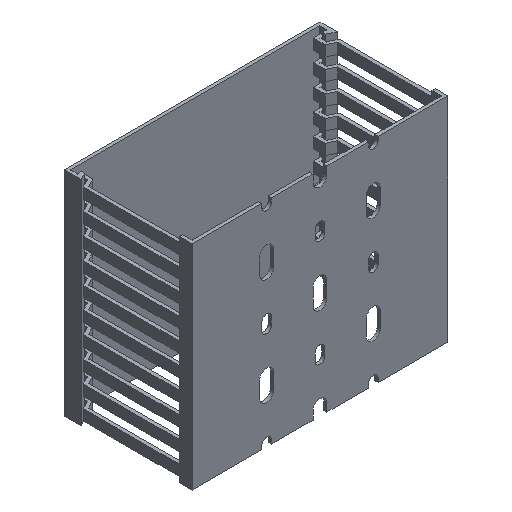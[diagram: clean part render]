
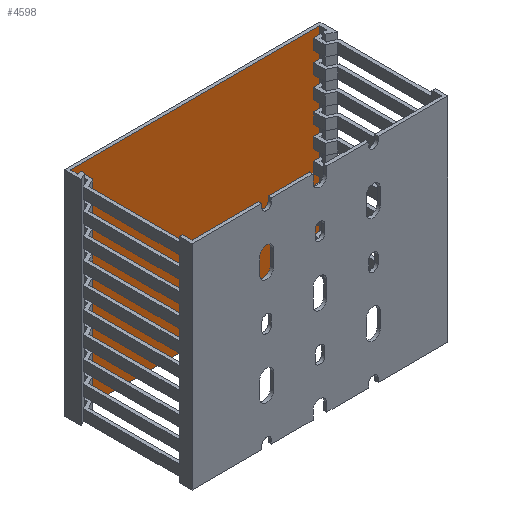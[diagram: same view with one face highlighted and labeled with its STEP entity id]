
A CAD part, isometric view. The second image highlights one B-rep face of the part: STEP entity #4598.
In plain terms, the highlighted planar face has unit normal (0, -1, 0).
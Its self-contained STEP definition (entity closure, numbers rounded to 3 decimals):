
#292 = ORIENTED_EDGE ( 'NONE', *, *, #1950, .T. ) ;
#631 = VERTEX_POINT ( 'NONE', #9272 ) ;
#699 = VECTOR ( 'NONE', #1989, 1000. ) ;
#1496 = VECTOR ( 'NONE', #7688, 1000. ) ;
#1815 = EDGE_CURVE ( 'NONE', #631, #8313, #5370, .T. ) ;
#1950 = EDGE_CURVE ( 'NONE', #6875, #8313, #7609, .T. ) ;
#1989 = DIRECTION ( 'NONE',  ( 0., 0., 1. ) ) ;
#3324 = CARTESIAN_POINT ( 'NONE',  ( 58.5, 58.5, -100. ) ) ;
#3403 = CARTESIAN_POINT ( 'NONE',  ( -58.5, 58.5, -100. ) ) ;
#3843 = ORIENTED_EDGE ( 'NONE', *, *, #1815, .F. ) ;
#3942 = CARTESIAN_POINT ( 'NONE',  ( -58.5, 58.5, 0. ) ) ;
#3989 = CARTESIAN_POINT ( 'NONE',  ( -58.5, 58.5, -100. ) ) ;
#4345 = ORIENTED_EDGE ( 'NONE', *, *, #5179, .T. ) ;
#4598 = ADVANCED_FACE ( 'NONE', ( #6697 ), #4645, .T. ) ;
#4645 = PLANE ( 'NONE',  #9414 ) ;
#4825 = DIRECTION ( 'NONE',  ( 1., 0., 0. ) ) ;
#5090 = EDGE_CURVE ( 'NONE', #6963, #631, #6922, .T. ) ;
#5179 = EDGE_CURVE ( 'NONE', #6963, #6875, #6161, .T. ) ;
#5370 = LINE ( 'NONE', #3942, #5559 ) ;
#5415 = DIRECTION ( 'NONE',  ( 1., 0., 0. ) ) ;
#5559 = VECTOR ( 'NONE', #5415, 1000. ) ;
#6161 = LINE ( 'NONE', #9069, #6379 ) ;
#6379 = VECTOR ( 'NONE', #4825, 1000. ) ;
#6697 = FACE_OUTER_BOUND ( 'NONE', #8154, .T. ) ;
#6743 = DIRECTION ( 'NONE',  ( 0., 0., -1. ) ) ;
#6875 = VERTEX_POINT ( 'NONE', #8262 ) ;
#6922 = LINE ( 'NONE', #3403, #1496 ) ;
#6963 = VERTEX_POINT ( 'NONE', #7116 ) ;
#7116 = CARTESIAN_POINT ( 'NONE',  ( -58.5, 58.5, -100. ) ) ;
#7609 = LINE ( 'NONE', #3324, #699 ) ;
#7688 = DIRECTION ( 'NONE',  ( 0., 0., 1. ) ) ;
#7849 = CARTESIAN_POINT ( 'NONE',  ( 58.5, 58.5, 0. ) ) ;
#8154 = EDGE_LOOP ( 'NONE', ( #3843, #9066, #4345, #292 ) ) ;
#8262 = CARTESIAN_POINT ( 'NONE',  ( 58.5, 58.5, -100. ) ) ;
#8313 = VERTEX_POINT ( 'NONE', #7849 ) ;
#9029 = DIRECTION ( 'NONE',  ( 0., -1., 0. ) ) ;
#9066 = ORIENTED_EDGE ( 'NONE', *, *, #5090, .F. ) ;
#9069 = CARTESIAN_POINT ( 'NONE',  ( -58.5, 58.5, -100. ) ) ;
#9272 = CARTESIAN_POINT ( 'NONE',  ( -58.5, 58.5, 0. ) ) ;
#9414 = AXIS2_PLACEMENT_3D ( 'NONE', #3989, #9029, #6743 ) ;
